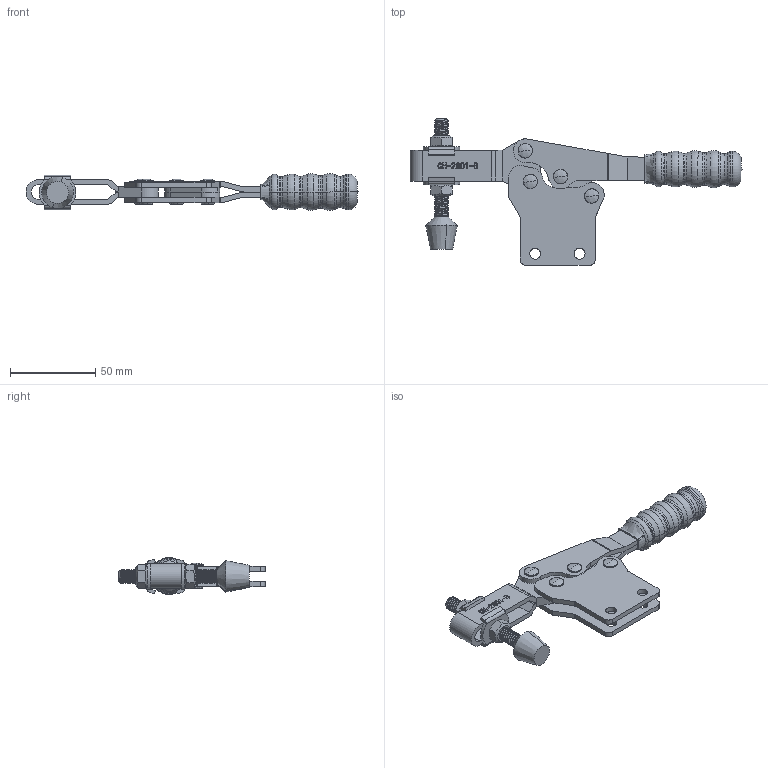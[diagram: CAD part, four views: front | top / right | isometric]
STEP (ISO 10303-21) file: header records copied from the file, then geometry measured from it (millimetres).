
FILE_DESCRIPTION (( 'STEP AP203' ), '1' );
FILE_NAME ('CH-2601-B.STEP', '2017-11-14T05:58:18', ( 'Windows' ), ( 'Microsoft' ), 'SwSTEP 2.0', 'SolidWorks 2015', '' );
FILE_SCHEMA (( 'CONFIG_CONTROL_DESIGN' ));
Length unit declared in the file: millimetre
Products named in the file (10): CH-FC-56300-02____1; CH-2601-B-01___; CH-2600-03____1; CH-101-D-06; CH-2600-06____1; CH-2601-B; CH-2600-04____1; FW516____1; CH-2601-B-02___; CH-FC-56300____1
Assembly tree (14 placements, depth 2):
  CH-2601-B
    CH-2600-06____1  x4
    CH-2600-04____1
    FW516____1  x2
    CH-2601-B-02___
    CH-FC-56300____1
    CH-FC-56300-02____1  x2
    CH-2601-B-01___
    CH-2600-03____1
    CH-101-D-06
Bounding box: 194.54 x 85.73 x 21.62 mm (x, y, z)
Volume: 59707.8 mm3; surface area: 44543.5 mm2
Topology: 17 solids, 17 shells, 855 faces, 2235 edges, 1440 vertices
Faces by surface type: plane 274, cylinder 250, bspline 249, cone 54, torus 28
Entity records: 48910 total; most frequent: CARTESIAN_POINT 31221, ORIENTED_EDGE 3902, DIRECTION 2716, EDGE_CURVE 1951, VERTEX_POINT 1275, LINE 978, VECTOR 978, AXIS2_PLACEMENT_3D 869
